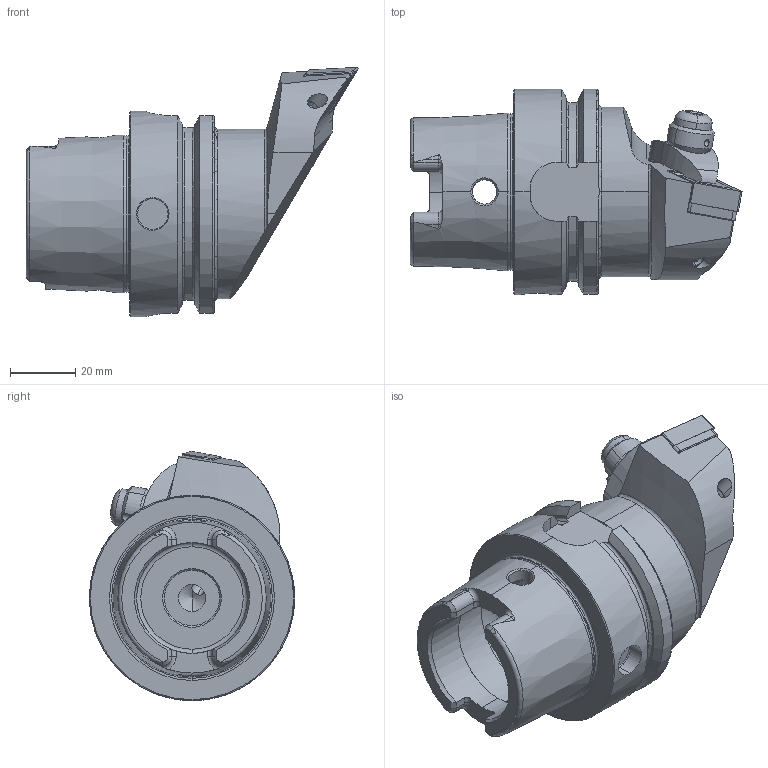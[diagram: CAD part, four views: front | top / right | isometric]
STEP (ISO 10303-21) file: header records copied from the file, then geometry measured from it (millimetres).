
FILE_DESCRIPTION (( 'STEP AP214' ), '1' );
FILE_NAME ('HA6.KDF.LJA.070-X.STEP', '2019-05-14T10:35:09', ( '' ), ( '' ), 'SwSTEP 2.0', 'SolidWorks 2017', '' );
FILE_SCHEMA (( 'AUTOMOTIVE_DESIGN' ));
Length unit declared in the file: millimetre
Products named in the file (21): ISO 13337 - 3 x 12_PreviewCfg; ISO 13337 - 3 x 12; WCC-ER5.102.012_B; HA6-KDF.LJA.070-X_A; WCC-ER2.001.010_A; WCC-ER3.102.024_C; WCC-ER5.102.005_A; WCC-ER4.103.032_A; KVT_MB_600_050; HA6.KDF.LJA.070-X; WDF-ER2.101.003_A; DNMG150604
Assembly tree (10 placements, depth 2):
  ISO 13337 - 3 x 12
  HA6-KDF.LJA.070-X_A
  WCC-ER2.001.010_A
  WCC-ER5.102.005_A
  KVT_MB_600_050
Bounding box: 101.9 x 63 x 76.5 mm (x, y, z)
Volume: 130479.7 mm3; surface area: 34144.6 mm2
Topology: 11 solids, 11 shells, 466 faces, 1169 edges, 713 vertices
Faces by surface type: cylinder 151, plane 127, cone 109, torus 61, bspline 16, sphere 2
Entity records: 17723 total; most frequent: CARTESIAN_POINT 5108, ORIENTED_EDGE 2300, DIRECTION 2259, EDGE_CURVE 1150, AXIS2_PLACEMENT_3D 907, VERTEX_POINT 710, EDGE_LOOP 494, FACE_OUTER_BOUND 466
